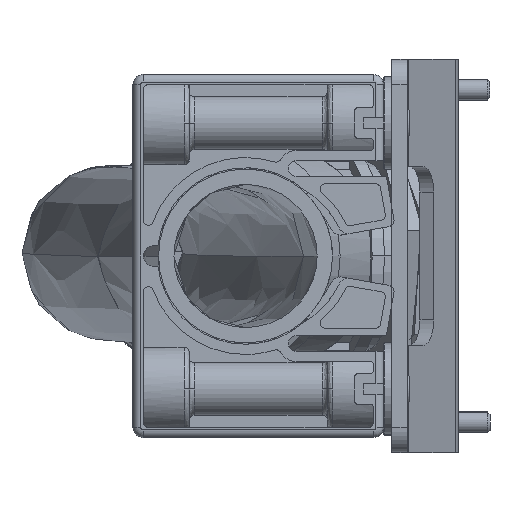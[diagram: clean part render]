
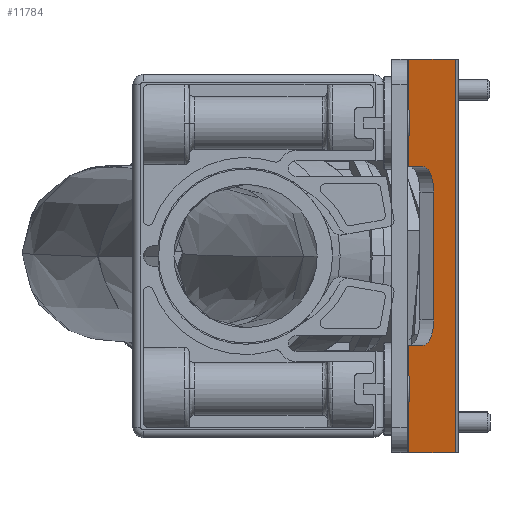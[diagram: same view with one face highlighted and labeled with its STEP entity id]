
A CAD part, left-side view. The second image highlights one B-rep face of the part: STEP entity #11784.
In plain terms, the highlighted planar face has unit normal (-0.423, -0.906, 0).
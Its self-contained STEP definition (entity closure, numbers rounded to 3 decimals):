
#67 = DIRECTION ( 'NONE',  ( 0.906, -0.423, 0. ) ) ;
#337 = LINE ( 'NONE', #14354, #5708 ) ;
#973 = CARTESIAN_POINT ( 'NONE',  ( 690.129, 64.362, 1120.5 ) ) ;
#1475 = CARTESIAN_POINT ( 'NONE',  ( 681.066, 68.588, 1146.5 ) ) ;
#1785 = AXIS2_PLACEMENT_3D ( 'NONE', #10505, #6300, #21872 ) ;
#1886 = CARTESIAN_POINT ( 'NONE',  ( 690.732, 64.081, 1120.5 ) ) ;
#2333 = EDGE_CURVE ( 'NONE', #13271, #20913, #23195, .T. ) ;
#2419 = LINE ( 'NONE', #4115, #4901 ) ;
#2942 = LINE ( 'NONE', #6868, #20786 ) ;
#3342 = CARTESIAN_POINT ( 'NONE',  ( 690.129, 64.362, 1120.5 ) ) ;
#3789 = VECTOR ( 'NONE', #20793, 1000. ) ;
#3850 = CARTESIAN_POINT ( 'NONE',  ( 676.535, 70.701, 1141.5 ) ) ;
#3971 = FACE_OUTER_BOUND ( 'NONE', #11576, .T. ) ;
#3996 = VERTEX_POINT ( 'NONE', #17986 ) ;
#4115 = CARTESIAN_POINT ( 'NONE',  ( 690.732, 64.081, 1141.5 ) ) ;
#4389 = DIRECTION ( 'NONE',  ( -0.906, 0.423, 0. ) ) ;
#4547 = ORIENTED_EDGE ( 'NONE', *, *, #17665, .T. ) ;
#4650 = EDGE_CURVE ( 'NONE', #8626, #5497, #5122, .T. ) ;
#4829 = LINE ( 'NONE', #12703, #3789 ) ;
#4901 = VECTOR ( 'NONE', #14586, 1000. ) ;
#5122 = CIRCLE ( 'NONE', #1785, 5. ) ;
#5497 = VERTEX_POINT ( 'NONE', #3850 ) ;
#5624 = VERTEX_POINT ( 'NONE', #18717 ) ;
#5708 = VECTOR ( 'NONE', #4389, 1000. ) ;
#6300 = DIRECTION ( 'NONE',  ( 0.423, 0.906, 0. ) ) ;
#6868 = CARTESIAN_POINT ( 'NONE',  ( 690.732, 64.081, 1120.5 ) ) ;
#6974 = EDGE_CURVE ( 'NONE', #5624, #15081, #4829, .T. ) ;
#6987 = VERTEX_POINT ( 'NONE', #22634 ) ;
#8084 = EDGE_CURVE ( 'NONE', #5497, #15081, #2419, .T. ) ;
#8233 = EDGE_CURVE ( 'NONE', #13271, #5624, #2942, .T. ) ;
#8626 = VERTEX_POINT ( 'NONE', #1475 ) ;
#8639 = VERTEX_POINT ( 'NONE', #19295 ) ;
#8715 = CARTESIAN_POINT ( 'NONE',  ( 690.732, 64.081, 1176.5 ) ) ;
#9365 = ORIENTED_EDGE ( 'NONE', *, *, #24093, .F. ) ;
#9513 = CARTESIAN_POINT ( 'NONE',  ( 670.493, 73.519, 1141.5 ) ) ;
#9568 = CARTESIAN_POINT ( 'NONE',  ( 690.129, 64.362, 1197.5 ) ) ;
#10317 = DIRECTION ( 'NONE',  ( 0., 0., -1. ) ) ;
#10424 = EDGE_CURVE ( 'NONE', #11439, #6987, #13373, .T. ) ;
#10505 = CARTESIAN_POINT ( 'NONE',  ( 676.535, 70.701, 1146.5 ) ) ;
#10953 = DIRECTION ( 'NONE',  ( -0.906, 0.423, 0. ) ) ;
#11166 = VECTOR ( 'NONE', #18408, 1000. ) ;
#11439 = VERTEX_POINT ( 'NONE', #12297 ) ;
#11576 = EDGE_LOOP ( 'NONE', ( #4547, #16263, #15820, #15478, #16800, #25321, #18689, #20537, #13218, #9365 ) ) ;
#11784 = ADVANCED_FACE ( 'NONE', ( #3971 ), #21787, .F. ) ;
#12297 = CARTESIAN_POINT ( 'NONE',  ( 676.535, 70.701, 1176.5 ) ) ;
#12703 = CARTESIAN_POINT ( 'NONE',  ( 670.493, 73.519, 1120.5 ) ) ;
#13218 = ORIENTED_EDGE ( 'NONE', *, *, #17606, .T. ) ;
#13271 = VERTEX_POINT ( 'NONE', #3342 ) ;
#13373 = CIRCLE ( 'NONE', #19628, 5. ) ;
#14248 = VECTOR ( 'NONE', #22687, 1000. ) ;
#14354 = CARTESIAN_POINT ( 'NONE',  ( 690.732, 64.081, 1197.5 ) ) ;
#14586 = DIRECTION ( 'NONE',  ( -0.906, 0.423, 0. ) ) ;
#14600 = LINE ( 'NONE', #8715, #11166 ) ;
#15081 = VERTEX_POINT ( 'NONE', #9513 ) ;
#15092 = DIRECTION ( 'NONE',  ( 0.423, 0.906, 0. ) ) ;
#15244 = CARTESIAN_POINT ( 'NONE',  ( 670.493, 73.519, 1120.5 ) ) ;
#15478 = ORIENTED_EDGE ( 'NONE', *, *, #4650, .T. ) ;
#15820 = ORIENTED_EDGE ( 'NONE', *, *, #21633, .T. ) ;
#16263 = ORIENTED_EDGE ( 'NONE', *, *, #10424, .T. ) ;
#16800 = ORIENTED_EDGE ( 'NONE', *, *, #8084, .T. ) ;
#17451 = LINE ( 'NONE', #15244, #24190 ) ;
#17600 = DIRECTION ( 'NONE',  ( 0., 0., 1. ) ) ;
#17606 = EDGE_CURVE ( 'NONE', #20913, #8639, #337, .T. ) ;
#17665 = EDGE_CURVE ( 'NONE', #3996, #11439, #14600, .T. ) ;
#17986 = CARTESIAN_POINT ( 'NONE',  ( 670.493, 73.519, 1176.5 ) ) ;
#18408 = DIRECTION ( 'NONE',  ( 0.906, -0.423, 0. ) ) ;
#18689 = ORIENTED_EDGE ( 'NONE', *, *, #8233, .F. ) ;
#18717 = CARTESIAN_POINT ( 'NONE',  ( 670.493, 73.519, 1120.5 ) ) ;
#19295 = CARTESIAN_POINT ( 'NONE',  ( 670.493, 73.519, 1197.5 ) ) ;
#19628 = AXIS2_PLACEMENT_3D ( 'NONE', #20975, #15092, #23175 ) ;
#19819 = DIRECTION ( 'NONE',  ( 0.423, 0.906, 0. ) ) ;
#19858 = LINE ( 'NONE', #20366, #20730 ) ;
#20366 = CARTESIAN_POINT ( 'NONE',  ( 681.066, 68.588, 1120.5 ) ) ;
#20537 = ORIENTED_EDGE ( 'NONE', *, *, #2333, .T. ) ;
#20730 = VECTOR ( 'NONE', #10317, 1000. ) ;
#20786 = VECTOR ( 'NONE', #10953, 1000. ) ;
#20793 = DIRECTION ( 'NONE',  ( 0., 0., 1. ) ) ;
#20913 = VERTEX_POINT ( 'NONE', #9568 ) ;
#20975 = CARTESIAN_POINT ( 'NONE',  ( 676.535, 70.701, 1171.5 ) ) ;
#21633 = EDGE_CURVE ( 'NONE', #6987, #8626, #19858, .T. ) ;
#21787 = PLANE ( 'NONE',  #24265 ) ;
#21872 = DIRECTION ( 'NONE',  ( 0.906, -0.423, 0. ) ) ;
#22634 = CARTESIAN_POINT ( 'NONE',  ( 681.066, 68.588, 1171.5 ) ) ;
#22687 = DIRECTION ( 'NONE',  ( 0., 0., 1. ) ) ;
#23175 = DIRECTION ( 'NONE',  ( 0.906, -0.423, 0. ) ) ;
#23195 = LINE ( 'NONE', #973, #14248 ) ;
#24093 = EDGE_CURVE ( 'NONE', #3996, #8639, #17451, .T. ) ;
#24190 = VECTOR ( 'NONE', #17600, 1000. ) ;
#24265 = AXIS2_PLACEMENT_3D ( 'NONE', #1886, #19819, #67 ) ;
#25321 = ORIENTED_EDGE ( 'NONE', *, *, #6974, .F. ) ;
